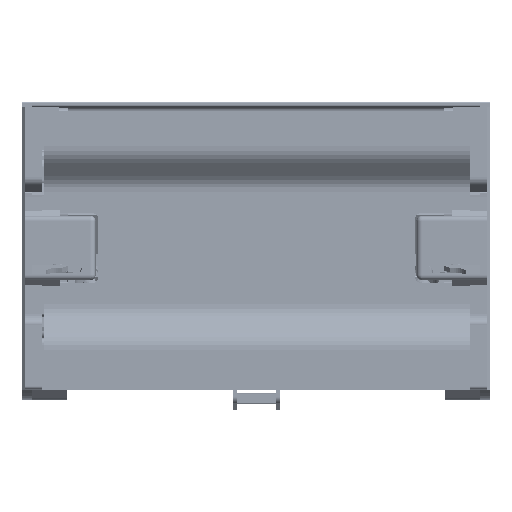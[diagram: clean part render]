
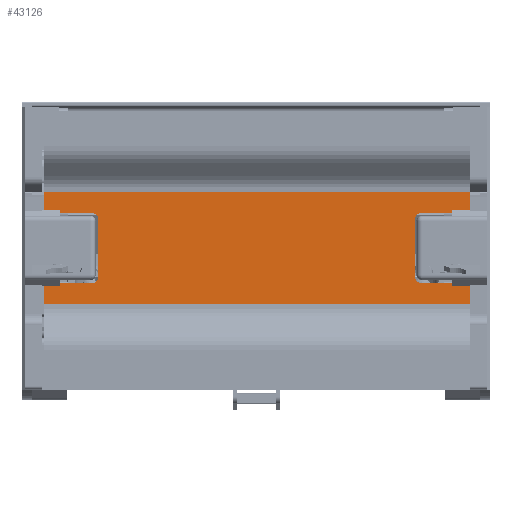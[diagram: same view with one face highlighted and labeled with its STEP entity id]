
A CAD part, front view. The second image highlights one B-rep face of the part: STEP entity #43126.
In plain terms, the highlighted face is planar.
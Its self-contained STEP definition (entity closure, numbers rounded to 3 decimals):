
#1687 = VERTEX_POINT ( 'NONE', #28055 ) ;
#1736 = VERTEX_POINT ( 'NONE', #36957 ) ;
#1829 = CARTESIAN_POINT ( 'NONE',  ( 46.3, 8.3, 0. ) ) ;
#2611 = DIRECTION ( 'NONE',  ( 0., 1., 0. ) ) ;
#2775 = DIRECTION ( 'NONE',  ( 0., 1., 0. ) ) ;
#2879 = ORIENTED_EDGE ( 'NONE', *, *, #36048, .T. ) ;
#3347 = EDGE_CURVE ( 'NONE', #26619, #18947, #3367, .T. ) ;
#3367 = CIRCLE ( 'NONE', #43288, 2. ) ;
#3451 = CARTESIAN_POINT ( 'NONE',  ( 62.3, -10.3, 0. ) ) ;
#3544 = CARTESIAN_POINT ( 'NONE',  ( -62.3, 16.5, 0. ) ) ;
#3568 = VECTOR ( 'NONE', #30815, 1000. ) ;
#4432 = EDGE_CURVE ( 'NONE', #35697, #32742, #10285, .T. ) ;
#5092 = EDGE_CURVE ( 'NONE', #18947, #10266, #15707, .T. ) ;
#5737 = CARTESIAN_POINT ( 'NONE',  ( 48.3, 8.3, 0. ) ) ;
#5861 = LINE ( 'NONE', #42658, #43652 ) ;
#6314 = CARTESIAN_POINT ( 'NONE',  ( 62.3, 16.5, 0. ) ) ;
#6322 = LINE ( 'NONE', #9680, #19995 ) ;
#6373 = CARTESIAN_POINT ( 'NONE',  ( 48.3, 10.3, 0. ) ) ;
#6746 = CARTESIAN_POINT ( 'NONE',  ( 48.3, -10.3, 0. ) ) ;
#6926 = CARTESIAN_POINT ( 'NONE',  ( -48.3, -10.3, 0. ) ) ;
#7092 = VECTOR ( 'NONE', #23486, 1000. ) ;
#7760 = CARTESIAN_POINT ( 'NONE',  ( -46.3, 8.3, 0. ) ) ;
#8604 = VERTEX_POINT ( 'NONE', #6314 ) ;
#9085 = EDGE_CURVE ( 'NONE', #8604, #43551, #31988, .T. ) ;
#9446 = CIRCLE ( 'NONE', #34793, 2. ) ;
#9512 = VERTEX_POINT ( 'NONE', #14287 ) ;
#9680 = CARTESIAN_POINT ( 'NONE',  ( 62.3, 10.3, 0. ) ) ;
#10070 = VERTEX_POINT ( 'NONE', #18772 ) ;
#10266 = VERTEX_POINT ( 'NONE', #13215 ) ;
#10285 = LINE ( 'NONE', #20591, #41063 ) ;
#10611 = CARTESIAN_POINT ( 'NONE',  ( -62.3, -16.5, 0. ) ) ;
#10857 = EDGE_LOOP ( 'NONE', ( #38877, #22362, #11619, #39247, #32751, #37219, #42373, #43917, #47169, #41486, #26448, #2879, #23625, #40920, #28820, #34848 ) ) ;
#10989 = EDGE_CURVE ( 'NONE', #32742, #41315, #31157, .T. ) ;
#11057 = CARTESIAN_POINT ( 'NONE',  ( -48.3, 10.3, 0. ) ) ;
#11566 = CARTESIAN_POINT ( 'NONE',  ( 62.3, -10.3, 0. ) ) ;
#11619 = ORIENTED_EDGE ( 'NONE', *, *, #32472, .F. ) ;
#12900 = VECTOR ( 'NONE', #44313, 1000. ) ;
#12910 = CARTESIAN_POINT ( 'NONE',  ( -62.3, -16.5, 0. ) ) ;
#13215 = CARTESIAN_POINT ( 'NONE',  ( -62.3, 10.3, 0. ) ) ;
#13331 = CARTESIAN_POINT ( 'NONE',  ( -48.3, 8.3, 0. ) ) ;
#13688 = AXIS2_PLACEMENT_3D ( 'NONE', #46608, #47322, #21105 ) ;
#14287 = CARTESIAN_POINT ( 'NONE',  ( 46.3, 8.3, 0. ) ) ;
#14975 = EDGE_CURVE ( 'NONE', #1687, #40169, #5861, .T. ) ;
#15179 = EDGE_CURVE ( 'NONE', #40169, #31833, #25070, .T. ) ;
#15707 = LINE ( 'NONE', #20012, #26506 ) ;
#16538 = AXIS2_PLACEMENT_3D ( 'NONE', #44678, #37472, #44438 ) ;
#17133 = DIRECTION ( 'NONE',  ( 0., 1., 0. ) ) ;
#17408 = VECTOR ( 'NONE', #2611, 1000. ) ;
#17441 = VECTOR ( 'NONE', #32739, 1000. ) ;
#18772 = CARTESIAN_POINT ( 'NONE',  ( -62.3, -16.5, 0. ) ) ;
#18947 = VERTEX_POINT ( 'NONE', #11057 ) ;
#19184 = PLANE ( 'NONE',  #36266 ) ;
#19479 = LINE ( 'NONE', #37792, #3568 ) ;
#19637 = EDGE_CURVE ( 'NONE', #1736, #8604, #47019, .T. ) ;
#19995 = VECTOR ( 'NONE', #45973, 1000. ) ;
#20012 = CARTESIAN_POINT ( 'NONE',  ( -62.3, 10.3, 0. ) ) ;
#20591 = CARTESIAN_POINT ( 'NONE',  ( -62.3, -10.3, 0. ) ) ;
#20738 = CARTESIAN_POINT ( 'NONE',  ( -62.3, -10.3, 0. ) ) ;
#21072 = DIRECTION ( 'NONE',  ( 1., 0., 0. ) ) ;
#21105 = DIRECTION ( 'NONE',  ( -1., 0., 0. ) ) ;
#21552 = EDGE_CURVE ( 'NONE', #10070, #35697, #45847, .T. ) ;
#22362 = ORIENTED_EDGE ( 'NONE', *, *, #29977, .F. ) ;
#23486 = DIRECTION ( 'NONE',  ( 0., 1., 0. ) ) ;
#23625 = ORIENTED_EDGE ( 'NONE', *, *, #3347, .T. ) ;
#23810 = EDGE_CURVE ( 'NONE', #1687, #10070, #19479, .T. ) ;
#24499 = DIRECTION ( 'NONE',  ( -1., 0., 0. ) ) ;
#24636 = VECTOR ( 'NONE', #2775, 1000. ) ;
#25070 = LINE ( 'NONE', #3451, #12900 ) ;
#25256 = LINE ( 'NONE', #10611, #17441 ) ;
#25571 = VERTEX_POINT ( 'NONE', #6373 ) ;
#26448 = ORIENTED_EDGE ( 'NONE', *, *, #10989, .T. ) ;
#26506 = VECTOR ( 'NONE', #45283, 1000. ) ;
#26619 = VERTEX_POINT ( 'NONE', #7760 ) ;
#27116 = DIRECTION ( 'NONE',  ( 1., 0., 0. ) ) ;
#28055 = CARTESIAN_POINT ( 'NONE',  ( 62.3, -16.5, 0. ) ) ;
#28213 = CARTESIAN_POINT ( 'NONE',  ( 46.3, -8.3, 0. ) ) ;
#28820 = ORIENTED_EDGE ( 'NONE', *, *, #36743, .T. ) ;
#29977 = EDGE_CURVE ( 'NONE', #25571, #1736, #6322, .T. ) ;
#30218 = DIRECTION ( 'NONE',  ( 0., 1., 0. ) ) ;
#30815 = DIRECTION ( 'NONE',  ( -1., 0., 0. ) ) ;
#31157 = CIRCLE ( 'NONE', #16538, 2. ) ;
#31833 = VERTEX_POINT ( 'NONE', #6746 ) ;
#31988 = LINE ( 'NONE', #35113, #34125 ) ;
#32369 = CARTESIAN_POINT ( 'NONE',  ( 62.3, -16.5, 0. ) ) ;
#32472 = EDGE_CURVE ( 'NONE', #9512, #25571, #9446, .T. ) ;
#32739 = DIRECTION ( 'NONE',  ( 0., 1., 0. ) ) ;
#32742 = VERTEX_POINT ( 'NONE', #6926 ) ;
#32751 = ORIENTED_EDGE ( 'NONE', *, *, #37177, .F. ) ;
#32945 = DIRECTION ( 'NONE',  ( 0., 0., 1. ) ) ;
#34125 = VECTOR ( 'NONE', #24499, 1000. ) ;
#34793 = AXIS2_PLACEMENT_3D ( 'NONE', #5737, #37966, #44933 ) ;
#34848 = ORIENTED_EDGE ( 'NONE', *, *, #9085, .F. ) ;
#35113 = CARTESIAN_POINT ( 'NONE',  ( 62.3, 16.5, 0. ) ) ;
#35697 = VERTEX_POINT ( 'NONE', #20738 ) ;
#35810 = LINE ( 'NONE', #43026, #17408 ) ;
#36048 = EDGE_CURVE ( 'NONE', #41315, #26619, #35810, .T. ) ;
#36266 = AXIS2_PLACEMENT_3D ( 'NONE', #44000, #32945, #36781 ) ;
#36743 = EDGE_CURVE ( 'NONE', #10266, #43551, #25256, .T. ) ;
#36781 = DIRECTION ( 'NONE',  ( 1., 0., 0. ) ) ;
#36957 = CARTESIAN_POINT ( 'NONE',  ( 62.3, 10.3, 0. ) ) ;
#37177 = EDGE_CURVE ( 'NONE', #31833, #44570, #39788, .T. ) ;
#37219 = ORIENTED_EDGE ( 'NONE', *, *, #15179, .F. ) ;
#37294 = CARTESIAN_POINT ( 'NONE',  ( -46.3, -8.3, 0. ) ) ;
#37472 = DIRECTION ( 'NONE',  ( 0., 0., 1. ) ) ;
#37792 = CARTESIAN_POINT ( 'NONE',  ( 62.3, -16.5, 0. ) ) ;
#37966 = DIRECTION ( 'NONE',  ( 0., 0., -1. ) ) ;
#38131 = LINE ( 'NONE', #1829, #40022 ) ;
#38877 = ORIENTED_EDGE ( 'NONE', *, *, #19637, .F. ) ;
#39247 = ORIENTED_EDGE ( 'NONE', *, *, #43745, .F. ) ;
#39788 = CIRCLE ( 'NONE', #13688, 2. ) ;
#40022 = VECTOR ( 'NONE', #30218, 1000. ) ;
#40169 = VERTEX_POINT ( 'NONE', #11566 ) ;
#40392 = FACE_OUTER_BOUND ( 'NONE', #10857, .T. ) ;
#40920 = ORIENTED_EDGE ( 'NONE', *, *, #5092, .T. ) ;
#41063 = VECTOR ( 'NONE', #21072, 1000. ) ;
#41315 = VERTEX_POINT ( 'NONE', #37294 ) ;
#41486 = ORIENTED_EDGE ( 'NONE', *, *, #4432, .T. ) ;
#42373 = ORIENTED_EDGE ( 'NONE', *, *, #14975, .F. ) ;
#42658 = CARTESIAN_POINT ( 'NONE',  ( 62.3, -16.5, 0. ) ) ;
#43026 = CARTESIAN_POINT ( 'NONE',  ( -46.3, 8.3, 0. ) ) ;
#43126 = ADVANCED_FACE ( 'NONE', ( #40392 ), #19184, .F. ) ;
#43288 = AXIS2_PLACEMENT_3D ( 'NONE', #13331, #46761, #27116 ) ;
#43551 = VERTEX_POINT ( 'NONE', #3544 ) ;
#43652 = VECTOR ( 'NONE', #17133, 1000. ) ;
#43745 = EDGE_CURVE ( 'NONE', #44570, #9512, #38131, .T. ) ;
#43917 = ORIENTED_EDGE ( 'NONE', *, *, #23810, .T. ) ;
#44000 = CARTESIAN_POINT ( 'NONE',  ( 62.3, -16.5, 0. ) ) ;
#44313 = DIRECTION ( 'NONE',  ( -1., 0., 0. ) ) ;
#44438 = DIRECTION ( 'NONE',  ( 1., 0., 0. ) ) ;
#44570 = VERTEX_POINT ( 'NONE', #28213 ) ;
#44678 = CARTESIAN_POINT ( 'NONE',  ( -48.3, -8.3, 0. ) ) ;
#44933 = DIRECTION ( 'NONE',  ( -1., 0., 0. ) ) ;
#45283 = DIRECTION ( 'NONE',  ( -1., 0., 0. ) ) ;
#45847 = LINE ( 'NONE', #12910, #7092 ) ;
#45973 = DIRECTION ( 'NONE',  ( 1., 0., 0. ) ) ;
#46608 = CARTESIAN_POINT ( 'NONE',  ( 48.3, -8.3, 0. ) ) ;
#46761 = DIRECTION ( 'NONE',  ( 0., 0., 1. ) ) ;
#47019 = LINE ( 'NONE', #32369, #24636 ) ;
#47169 = ORIENTED_EDGE ( 'NONE', *, *, #21552, .T. ) ;
#47322 = DIRECTION ( 'NONE',  ( 0., 0., -1. ) ) ;
